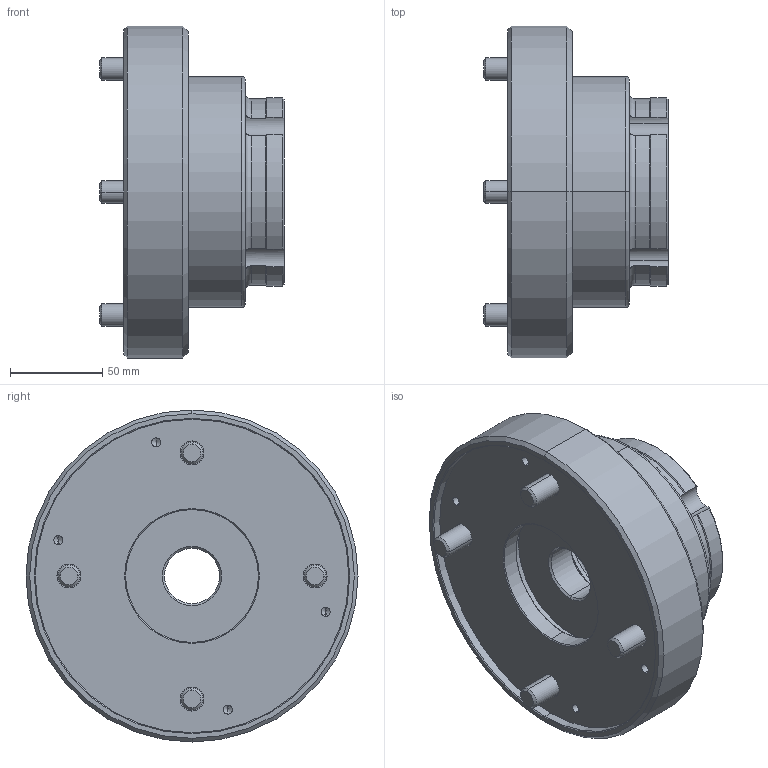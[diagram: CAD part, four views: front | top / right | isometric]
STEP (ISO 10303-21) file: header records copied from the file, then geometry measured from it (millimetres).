
FILE_DESCRIPTION (( 'STEP AP203' ), '1' );
FILE_NAME ('CF-CB-5217.STEP', '2020-10-30T03:21:36', ( '' ), ( '' ), 'SwSTEP 2.0', 'SolidWorks 2016', '' );
FILE_SCHEMA (( 'CONFIG_CONTROL_DESIGN' ));
Length unit declared in the file: millimetre
Products named in the file (6): CF-CB-52-01000; CF-CB-5217-01000; CF-CB-52-02000; 圓頭內六角螺栓_M8x40; 圓頭內六角螺栓_M12x30; CF-CB-5217
Assembly tree (11 placements, depth 2):
  CF-CB-5217
    CF-CB-52-01000
    CF-CB-5217-01000
    CF-CB-52-02000
    圓頭內六角螺栓_M8x40  x4
    圓頭內六角螺栓_M12x30  x4
Bounding box: 100 x 180 x 180 mm (x, y, z)
Volume: 1052263.8 mm3; surface area: 174994.8 mm2
Topology: 11 solids, 11 shells, 386 faces, 909 edges, 545 vertices
Faces by surface type: plane 147, cylinder 119, cone 107, torus 13
Entity records: 7851 total; most frequent: CARTESIAN_POINT 1401, DIRECTION 1307, ORIENTED_EDGE 1106, EDGE_CURVE 553, AXIS2_PLACEMENT_3D 541, VERTEX_POINT 347, CIRCLE 291, EDGE_LOOP 278
